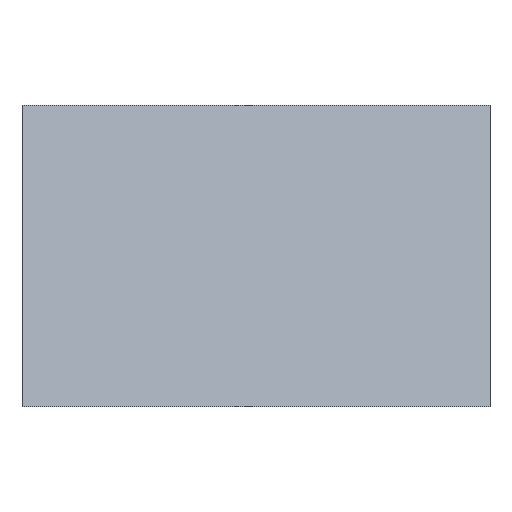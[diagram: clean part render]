
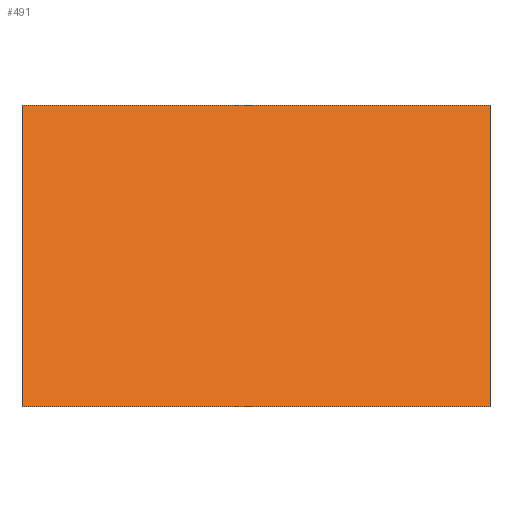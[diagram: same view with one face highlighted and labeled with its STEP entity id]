
A CAD part, front view. The second image highlights one B-rep face of the part: STEP entity #491.
In plain terms, the highlighted planar face has unit normal (0, -0.924, 0.382).
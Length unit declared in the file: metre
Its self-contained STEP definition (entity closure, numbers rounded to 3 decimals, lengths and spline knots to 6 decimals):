
#18=ORIENTED_EDGE('',*,*,#156,.F.);
#19=ORIENTED_EDGE('',*,*,#155,.F.);
#20=ORIENTED_EDGE('',*,*,#157,.T.);
#21=ORIENTED_EDGE('',*,*,#158,.T.);
#155=EDGE_CURVE('',#224,#222,#270,.T.);
#156=EDGE_CURVE('',#222,#225,#271,.T.);
#157=EDGE_CURVE('',#224,#226,#272,.T.);
#158=EDGE_CURVE('',#226,#225,#273,.T.);
#222=VERTEX_POINT('',#701);
#224=VERTEX_POINT('',#705);
#225=VERTEX_POINT('',#709);
#226=VERTEX_POINT('',#711);
#270=LINE('',#706,#339);
#271=LINE('',#708,#340);
#272=LINE('',#710,#341);
#273=LINE('',#712,#342);
#339=VECTOR('',#577,1.);
#340=VECTOR('',#580,1.);
#341=VECTOR('',#581,1.);
#342=VECTOR('',#582,1.);
#406=EDGE_LOOP('',(#18,#19,#20,#21));
#435=FACE_BOUND('',#406,.T.);
#464=PLANE('',#543);
#491=ADVANCED_FACE('',(#435),#464,.T.);
#543=AXIS2_PLACEMENT_3D('',#707,#578,#579);
#577=DIRECTION('',(1.,0.,0.));
#578=DIRECTION('',(0.,-0.924,0.382));
#579=DIRECTION('',(0.,-0.382,-0.924));
#580=DIRECTION('',(0.,-0.382,-0.924));
#581=DIRECTION('',(0.,-0.382,-0.924));
#582=DIRECTION('',(1.,0.,0.));
#701=CARTESIAN_POINT('',(0.15,0.,0.096593));
#705=CARTESIAN_POINT('',(0.,0.,0.096593));
#706=CARTESIAN_POINT('',(0.,0.,0.096593));
#707=CARTESIAN_POINT('',(0.,-0.019941,0.048296));
#708=CARTESIAN_POINT('',(0.15,-0.019941,0.048296));
#709=CARTESIAN_POINT('',(0.15,-0.039882,0.));
#710=CARTESIAN_POINT('',(0.,-0.019941,0.048296));
#711=CARTESIAN_POINT('',(0.,-0.039882,0.));
#712=CARTESIAN_POINT('',(0.,-0.039882,0.));
